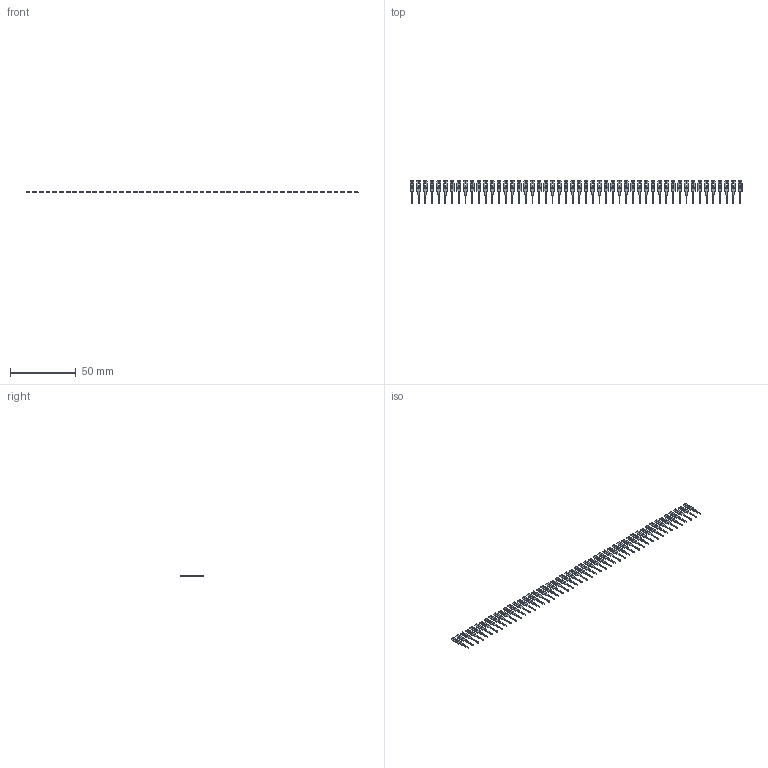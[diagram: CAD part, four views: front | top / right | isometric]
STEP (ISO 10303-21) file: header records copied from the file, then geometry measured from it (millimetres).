
FILE_DESCRIPTION (( 'STEP AP203' ), '1' );
FILE_NAME ('103-050-251-200.STEP', '2020-04-09T21:31:30', ( '' ), ( '' ), 'SwSTEP 2.0', 'SolidWorks 2016', '' );
FILE_SCHEMA (( 'CONFIG_CONTROL_DESIGN' ));
Length unit declared in the file: inch
Products named in the file (2): 100-290-001_100-290-251; 103-050-251-200
Assembly tree (50 placements, depth 2):
  103-050-251-200
    100-290-001_100-290-251  x50
Bounding box: 251.84 x 17.91 x 0.66 mm (x, y, z)
Volume: 914.2 mm3; surface area: 4493.4 mm2
Topology: 50 solids, 50 shells, 1400 faces, 3900 edges, 2600 vertices
Faces by surface type: plane 1100, cylinder 300
Entity records: 2662 total; most frequent: DIRECTION 248, CARTESIAN_POINT 223, ORIENTED_EDGE 156, COORDINATED_UNIVERSAL_TIME_OFFSET 110, LOCAL_TIME 110, DATE_AND_TIME 110, CALENDAR_DATE 110, AXIS2_PLACEMENT_3D 93
